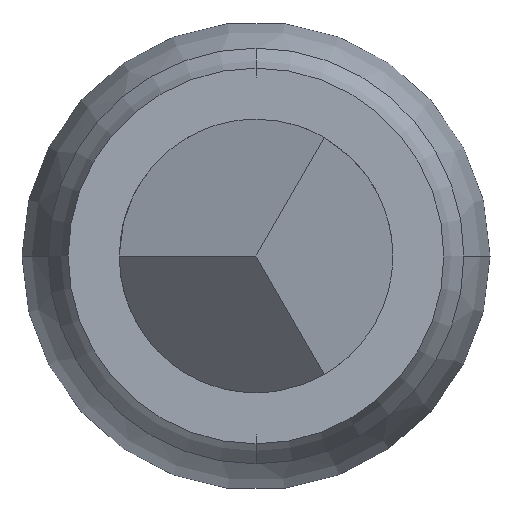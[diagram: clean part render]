
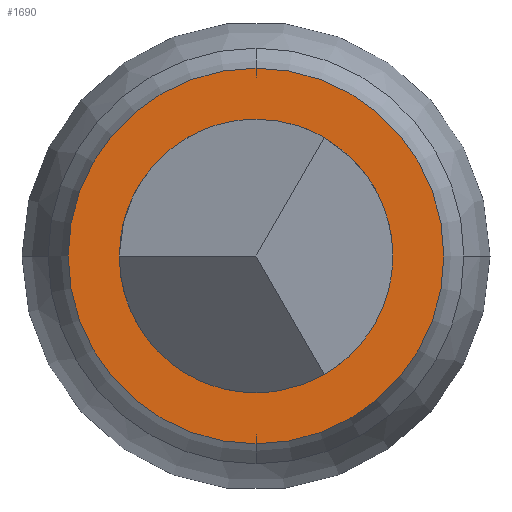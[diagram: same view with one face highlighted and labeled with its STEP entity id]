
A CAD part, front view. The second image highlights one B-rep face of the part: STEP entity #1690.
In plain terms, the highlighted planar face has unit normal (0, -1, 0).
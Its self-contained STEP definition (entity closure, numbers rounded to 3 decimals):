
#34 = PLANE ( 'NONE',  #2177 ) ;
#120 = CARTESIAN_POINT ( 'NONE',  ( 0., -18.5, 0.343 ) ) ;
#291 = DIRECTION ( 'NONE',  ( 0., 0., -1. ) ) ;
#331 = DIRECTION ( 'NONE',  ( 0., 1., 0. ) ) ;
#376 = ORIENTED_EDGE ( 'NONE', *, *, #2910, .F. ) ;
#382 = CARTESIAN_POINT ( 'NONE',  ( 0., -18.5, -0.25 ) ) ;
#417 = FACE_BOUND ( 'NONE', #3044, .T. ) ;
#458 = EDGE_LOOP ( 'NONE', ( #376, #779 ) ) ;
#608 = CARTESIAN_POINT ( 'NONE',  ( 0., -18.5, 0. ) ) ;
#699 = ORIENTED_EDGE ( 'NONE', *, *, #1943, .T. ) ;
#726 = CIRCLE ( 'NONE', #2758, 0.25 ) ;
#779 = ORIENTED_EDGE ( 'NONE', *, *, #2972, .F. ) ;
#911 = DIRECTION ( 'NONE',  ( 0., 0., 1. ) ) ;
#1001 = AXIS2_PLACEMENT_3D ( 'NONE', #608, #331, #2066 ) ;
#1021 = ORIENTED_EDGE ( 'NONE', *, *, #1604, .T. ) ;
#1115 = VERTEX_POINT ( 'NONE', #382 ) ;
#1243 = DIRECTION ( 'NONE',  ( 0., 0., 1. ) ) ;
#1266 = CARTESIAN_POINT ( 'NONE',  ( 0., -18.5, 0.25 ) ) ;
#1304 = DIRECTION ( 'NONE',  ( 0., 1., 0. ) ) ;
#1493 = CIRCLE ( 'NONE', #2634, 0.343 ) ;
#1590 = DIRECTION ( 'NONE',  ( 0., 1., 0. ) ) ;
#1604 = EDGE_CURVE ( 'Defeature ausgef�hrt1_3+Defeature ausgef�hrt1_13+Defeature ausgef�hrt1_13+Defeature ausgef�hrt1_13', #1115, #2879, #2633, .T. ) ;
#1655 = VERTEX_POINT ( 'NONE', #2686 ) ;
#1690 = ADVANCED_FACE ( 'Defeature ausgef�hrt1_3', ( #417, #2950 ), #34, .F. ) ;
#1943 = EDGE_CURVE ( 'Defeature ausgef�hrt1_3+Defeature ausgef�hrt1_13+Defeature ausgef�hrt1_13+Defeature ausgef�hrt1_13', #2879, #1115, #726, .T. ) ;
#1989 = CARTESIAN_POINT ( 'NONE',  ( 0.38, -18.5, 0. ) ) ;
#1995 = CIRCLE ( 'NONE', #1001, 0.343 ) ;
#2014 = DIRECTION ( 'NONE',  ( 0., 1., 0. ) ) ;
#2066 = DIRECTION ( 'NONE',  ( 0., 0., -1. ) ) ;
#2073 = CARTESIAN_POINT ( 'NONE',  ( 0., -18.5, 0. ) ) ;
#2177 = AXIS2_PLACEMENT_3D ( 'NONE', #1989, #2014, #1243 ) ;
#2323 = DIRECTION ( 'NONE',  ( 0., 0., 1. ) ) ;
#2463 = VERTEX_POINT ( 'NONE', #120 ) ;
#2633 = CIRCLE ( 'NONE', #2866, 0.25 ) ;
#2634 = AXIS2_PLACEMENT_3D ( 'NONE', #2787, #1304, #291 ) ;
#2673 = CARTESIAN_POINT ( 'NONE',  ( 0., -18.5, 0. ) ) ;
#2686 = CARTESIAN_POINT ( 'NONE',  ( 0., -18.5, -0.343 ) ) ;
#2758 = AXIS2_PLACEMENT_3D ( 'NONE', #2073, #1590, #2323 ) ;
#2787 = CARTESIAN_POINT ( 'NONE',  ( 0., -18.5, 0. ) ) ;
#2866 = AXIS2_PLACEMENT_3D ( 'NONE', #2673, #2931, #911 ) ;
#2879 = VERTEX_POINT ( 'NONE', #1266 ) ;
#2910 = EDGE_CURVE ( 'Defeature ausgef�hrt1_2+Defeature ausgef�hrt1_3+Defeature ausgef�hrt1_3+Defeature ausgef�hrt1_3', #2463, #1655, #1493, .T. ) ;
#2931 = DIRECTION ( 'NONE',  ( 0., 1., 0. ) ) ;
#2950 = FACE_OUTER_BOUND ( 'NONE', #458, .T. ) ;
#2972 = EDGE_CURVE ( 'Defeature ausgef�hrt1_2+Defeature ausgef�hrt1_3+Defeature ausgef�hrt1_3+Defeature ausgef�hrt1_3', #1655, #2463, #1995, .T. ) ;
#3044 = EDGE_LOOP ( 'NONE', ( #1021, #699 ) ) ;
